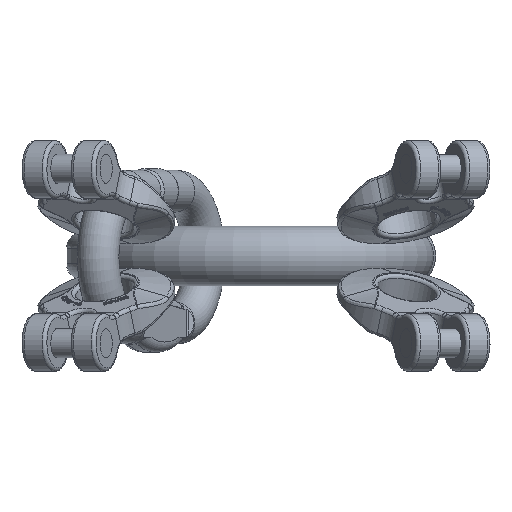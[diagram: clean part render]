
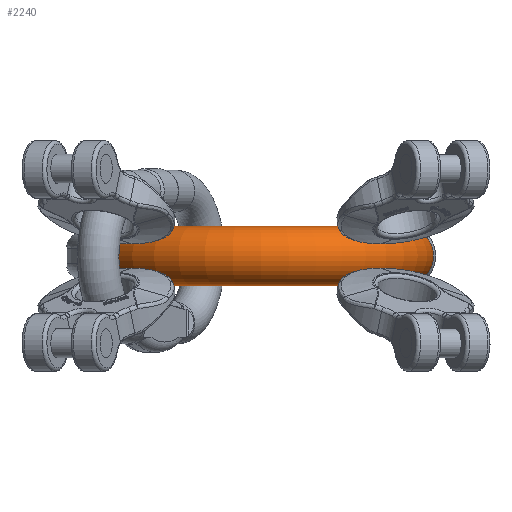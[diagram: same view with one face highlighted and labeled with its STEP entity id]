
A CAD part, front view. The second image highlights one B-rep face of the part: STEP entity #2240.
In plain terms, the highlighted toroidal (fillet/blend) face has major radius 81.5 mm and minor radius 16.5 mm.
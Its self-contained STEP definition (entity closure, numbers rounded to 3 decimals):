
#2128=TOROIDAL_SURFACE('',#19877,81.5,16.5);
#2240=ADVANCED_FACE('',(#3884,#3885),#2128,.T.);
#3439=CIRCLE('',#19869,16.5);
#3440=CIRCLE('',#19871,16.5);
#3884=FACE_BOUND('',#4048,.T.);
#3885=FACE_BOUND('',#4049,.T.);
#4048=EDGE_LOOP('',(#7812));
#4049=EDGE_LOOP('',(#7813));
#7812=ORIENTED_EDGE('',*,*,#15337,.T.);
#7813=ORIENTED_EDGE('',*,*,#15338,.F.);
#13495=VERTEX_POINT('',#24742);
#13496=VERTEX_POINT('',#24745);
#15337=EDGE_CURVE('',#13495,#13495,#3439,.T.);
#15338=EDGE_CURVE('',#13496,#13496,#3440,.T.);
#19869=AXIS2_PLACEMENT_3D('',#24741,#20949,#20950);
#19871=AXIS2_PLACEMENT_3D('',#24744,#20953,#20954);
#19877=AXIS2_PLACEMENT_3D('',#24754,#20965,#20966);
#20949=DIRECTION('',(0.,-1.,0.));
#20950=DIRECTION('',(0.,0.,1.));
#20953=DIRECTION('',(0.,1.,0.));
#20954=DIRECTION('',(0.,0.,1.));
#20965=DIRECTION('',(0.,0.,1.));
#20966=DIRECTION('',(1.,0.,0.));
#24741=CARTESIAN_POINT('',(-81.5,-33.,0.));
#24742=CARTESIAN_POINT('',(-81.5,-33.,16.5));
#24744=CARTESIAN_POINT('',(81.5,-33.,0.));
#24745=CARTESIAN_POINT('',(81.5,-33.,16.5));
#24754=CARTESIAN_POINT('',(0.,-33.,0.));
